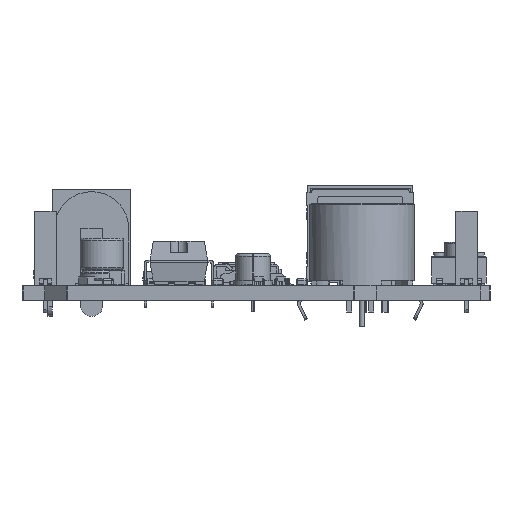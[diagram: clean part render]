
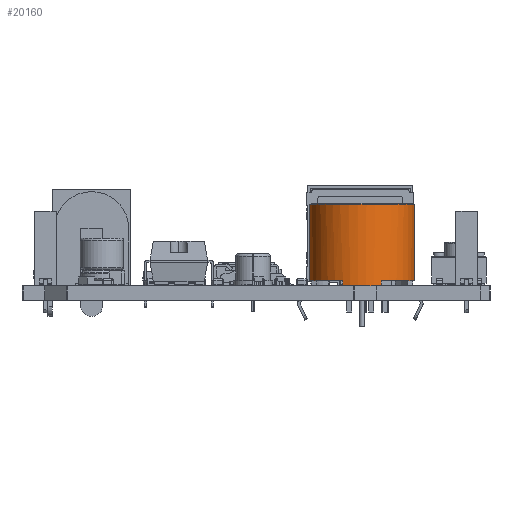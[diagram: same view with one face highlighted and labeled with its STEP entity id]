
A CAD part, front view. The second image highlights one B-rep face of the part: STEP entity #20160.
In plain terms, the highlighted cylindrical face has radius 6 mm (diameter 12 mm), a partial arc.
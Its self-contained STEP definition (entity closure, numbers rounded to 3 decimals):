
#20160 = ADVANCED_FACE('',(#20161),#20249,.T.);
#20161 = FACE_BOUND('',#20162,.T.);
#20162 = EDGE_LOOP('',(#20163,#20174,#20182,#20191,#20199,#20208,#20216,
    #20225,#20233,#20242));
#20163 = ORIENTED_EDGE('',*,*,#20164,.F.);
#20164 = EDGE_CURVE('',#20165,#20167,#20169,.T.);
#20165 = VERTEX_POINT('',#20166);
#20166 = CARTESIAN_POINT('',(0.,9.5,6.));
#20167 = VERTEX_POINT('',#20168);
#20168 = CARTESIAN_POINT('',(5.454,9.5,2.5));
#20169 = CIRCLE('',#20170,6.);
#20170 = AXIS2_PLACEMENT_3D('',#20171,#20172,#20173);
#20171 = CARTESIAN_POINT('',(0.,9.5,0.));
#20172 = DIRECTION('',(0.,1.,0.));
#20173 = DIRECTION('',(0.,0.,1.));
#20174 = ORIENTED_EDGE('',*,*,#20175,.T.);
#20175 = EDGE_CURVE('',#20165,#20176,#20178,.T.);
#20176 = VERTEX_POINT('',#20177);
#20177 = CARTESIAN_POINT('',(0.,0.75,6.));
#20178 = LINE('',#20179,#20180);
#20179 = CARTESIAN_POINT('',(0.,9.5,6.));
#20180 = VECTOR('',#20181,1.);
#20181 = DIRECTION('',(0.,-1.,0.));
#20182 = ORIENTED_EDGE('',*,*,#20183,.F.);
#20183 = EDGE_CURVE('',#20184,#20176,#20186,.T.);
#20184 = VERTEX_POINT('',#20185);
#20185 = CARTESIAN_POINT('',(5.582,0.75,2.2));
#20186 = CIRCLE('',#20187,6.);
#20187 = AXIS2_PLACEMENT_3D('',#20188,#20189,#20190);
#20188 = CARTESIAN_POINT('',(0.,0.75,0.));
#20189 = DIRECTION('',(0.,-1.,0.));
#20190 = DIRECTION('',(0.,0.,-1.));
#20191 = ORIENTED_EDGE('',*,*,#20192,.T.);
#20192 = EDGE_CURVE('',#20184,#20193,#20195,.T.);
#20193 = VERTEX_POINT('',#20194);
#20194 = CARTESIAN_POINT('',(5.582,0.,2.2));
#20195 = LINE('',#20196,#20197);
#20196 = CARTESIAN_POINT('',(5.582,0.75,2.2));
#20197 = VECTOR('',#20198,1.);
#20198 = DIRECTION('',(0.,-1.,0.));
#20199 = ORIENTED_EDGE('',*,*,#20200,.T.);
#20200 = EDGE_CURVE('',#20193,#20201,#20203,.T.);
#20201 = VERTEX_POINT('',#20202);
#20202 = CARTESIAN_POINT('',(5.582,0.,-2.2));
#20203 = CIRCLE('',#20204,6.);
#20204 = AXIS2_PLACEMENT_3D('',#20205,#20206,#20207);
#20205 = CARTESIAN_POINT('',(0.,0.,0.));
#20206 = DIRECTION('',(0.,1.,0.));
#20207 = DIRECTION('',(0.,0.,1.));
#20208 = ORIENTED_EDGE('',*,*,#20209,.F.);
#20209 = EDGE_CURVE('',#20210,#20201,#20212,.T.);
#20210 = VERTEX_POINT('',#20211);
#20211 = CARTESIAN_POINT('',(5.582,0.75,-2.2));
#20212 = LINE('',#20213,#20214);
#20213 = CARTESIAN_POINT('',(5.582,0.75,-2.2));
#20214 = VECTOR('',#20215,1.);
#20215 = DIRECTION('',(0.,-1.,0.));
#20216 = ORIENTED_EDGE('',*,*,#20217,.F.);
#20217 = EDGE_CURVE('',#20218,#20210,#20220,.T.);
#20218 = VERTEX_POINT('',#20219);
#20219 = CARTESIAN_POINT('',(0.,0.75,-6.));
#20220 = CIRCLE('',#20221,6.);
#20221 = AXIS2_PLACEMENT_3D('',#20222,#20223,#20224);
#20222 = CARTESIAN_POINT('',(0.,0.75,0.));
#20223 = DIRECTION('',(0.,-1.,0.));
#20224 = DIRECTION('',(0.,0.,-1.));
#20225 = ORIENTED_EDGE('',*,*,#20226,.F.);
#20226 = EDGE_CURVE('',#20227,#20218,#20229,.T.);
#20227 = VERTEX_POINT('',#20228);
#20228 = CARTESIAN_POINT('',(0.,9.5,-6.));
#20229 = LINE('',#20230,#20231);
#20230 = CARTESIAN_POINT('',(0.,9.5,-6.));
#20231 = VECTOR('',#20232,1.);
#20232 = DIRECTION('',(0.,-1.,0.));
#20233 = ORIENTED_EDGE('',*,*,#20234,.F.);
#20234 = EDGE_CURVE('',#20235,#20227,#20237,.T.);
#20235 = VERTEX_POINT('',#20236);
#20236 = CARTESIAN_POINT('',(5.454,9.5,-2.5));
#20237 = CIRCLE('',#20238,6.);
#20238 = AXIS2_PLACEMENT_3D('',#20239,#20240,#20241);
#20239 = CARTESIAN_POINT('',(0.,9.5,0.));
#20240 = DIRECTION('',(0.,1.,0.));
#20241 = DIRECTION('',(0.,0.,1.));
#20242 = ORIENTED_EDGE('',*,*,#20243,.F.);
#20243 = EDGE_CURVE('',#20167,#20235,#20244,.T.);
#20244 = CIRCLE('',#20245,6.);
#20245 = AXIS2_PLACEMENT_3D('',#20246,#20247,#20248);
#20246 = CARTESIAN_POINT('',(0.,9.5,0.));
#20247 = DIRECTION('',(0.,1.,0.));
#20248 = DIRECTION('',(0.,0.,1.));
#20249 = CYLINDRICAL_SURFACE('',#20250,6.);
#20250 = AXIS2_PLACEMENT_3D('',#20251,#20252,#20253);
#20251 = CARTESIAN_POINT('',(0.,9.5,0.));
#20252 = DIRECTION('',(0.,-1.,0.));
#20253 = DIRECTION('',(0.,0.,-1.));
